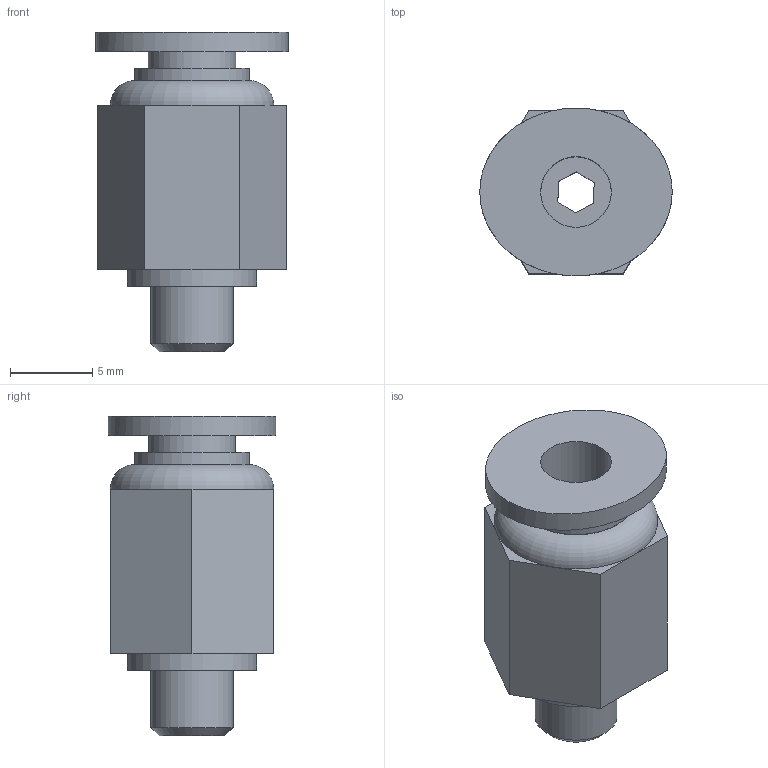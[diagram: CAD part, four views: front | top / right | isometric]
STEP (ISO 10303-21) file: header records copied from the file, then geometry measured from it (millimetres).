
FILE_DESCRIPTION(/* description */ (''),/* implementation_level */ '2;1');
FILE_NAME(/* name */ '122.005-4.stp',/* time_stamp */ '2014-09-01T15:34:03+02:00',/* author */ ('Praktykant1'),/* organization */ (''),/* preprocessor_version */ 'ST-DEVELOPER v15.6',/* originating_system */ 'Autodesk Inventor 2015',/* authorisation */ '');
FILE_SCHEMA (('AUTOMOTIVE_DESIGN { 1 0 10303 214 3 1 1 }'));
Length unit declared in the file: millimetre
Products named in the file (4): 00-01 Obudowa; 00-02 Łącznik; 00-03 O-Ring; 00-00 122.005-4
Bounding box: 11.7 x 10.2 x 19.45 mm (x, y, z)
Volume: 1000.2 mm3; surface area: 1385.9 mm2
Topology: 3 solids, 3 shells, 49 faces, 92 edges, 55 vertices
Faces by surface type: plane 36, cylinder 9, cone 2, torus 1, bspline 1
Full cylindrical faces by diameter (mm): 2.5 x1, 4.3 x1, 5 x2, 5.3 x1, 5.5 x1, 6.85 x1, 7 x1, 7.85 x1
Entity records: 1268 total; most frequent: DIRECTION 222, CARTESIAN_POINT 205, ORIENTED_EDGE 156, AXIS2_PLACEMENT_3D 90, EDGE_CURVE 78, EDGE_LOOP 73, VERTEX_POINT 53, FACE_OUTER_BOUND 49
